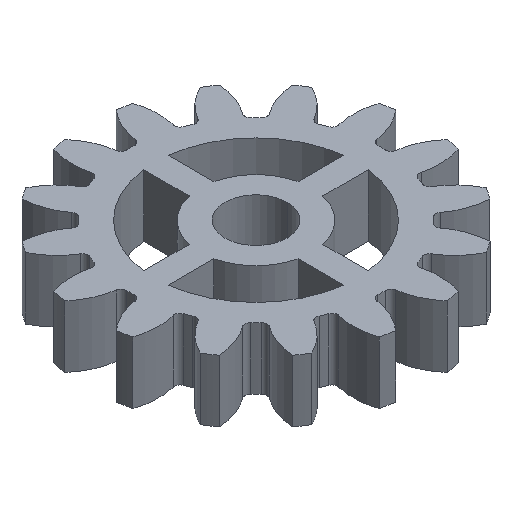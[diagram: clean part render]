
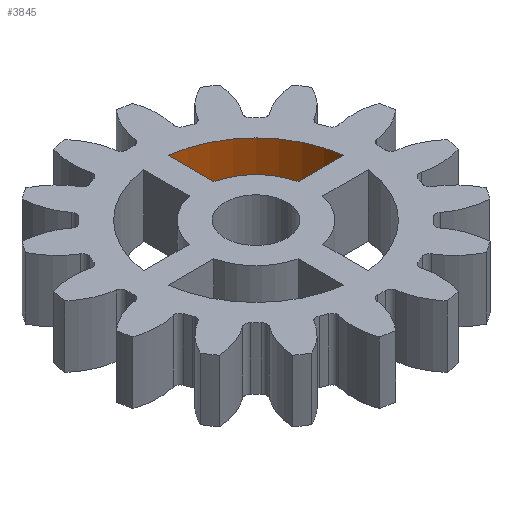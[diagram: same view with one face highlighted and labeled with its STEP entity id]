
A CAD part, isometric view. The second image highlights one B-rep face of the part: STEP entity #3845.
In plain terms, the highlighted cylindrical face has radius 16.25 mm (diameter 32.5 mm), a partial arc.
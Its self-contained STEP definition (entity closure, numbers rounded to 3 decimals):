
#117 = CARTESIAN_POINT ( 'NONE',  ( 0., 0., -5. ) ) ;
#119 = EDGE_CURVE ( 'NONE', #3854, #1962, #4301, .T. ) ;
#164 = VERTEX_POINT ( 'NONE', #1541 ) ;
#321 = CARTESIAN_POINT ( 'NONE',  ( 16.126, 2., -5. ) ) ;
#323 = LINE ( 'NONE', #4024, #1956 ) ;
#325 = ORIENTED_EDGE ( 'NONE', *, *, #119, .T. ) ;
#608 = CARTESIAN_POINT ( 'NONE',  ( 2., 16.126, 5. ) ) ;
#610 = EDGE_CURVE ( 'NONE', #164, #3854, #763, .T. ) ;
#627 = CARTESIAN_POINT ( 'NONE',  ( 0., 0., -5. ) ) ;
#651 = EDGE_LOOP ( 'NONE', ( #325, #3621, #2210, #737 ) ) ;
#737 = ORIENTED_EDGE ( 'NONE', *, *, #610, .T. ) ;
#763 = LINE ( 'NONE', #321, #2797 ) ;
#838 = DIRECTION ( 'NONE',  ( 1., 0., 0. ) ) ;
#1018 = DIRECTION ( 'NONE',  ( 0., 0., 1. ) ) ;
#1143 = CYLINDRICAL_SURFACE ( 'NONE', #1671, 16.25 ) ;
#1165 = DIRECTION ( 'NONE',  ( 1., 0., 0. ) ) ;
#1247 = CARTESIAN_POINT ( 'NONE',  ( 0., 0., 5. ) ) ;
#1288 = DIRECTION ( 'NONE',  ( 0., 0., 1. ) ) ;
#1447 = EDGE_CURVE ( 'NONE', #2168, #1962, #323, .T. ) ;
#1541 = CARTESIAN_POINT ( 'NONE',  ( 16.126, 2., -5. ) ) ;
#1671 = AXIS2_PLACEMENT_3D ( 'NONE', #117, #2582, #1165 ) ;
#1956 = VECTOR ( 'NONE', #1018, 1000. ) ;
#1962 = VERTEX_POINT ( 'NONE', #608 ) ;
#2100 = CIRCLE ( 'NONE', #4265, 16.25 ) ;
#2168 = VERTEX_POINT ( 'NONE', #3699 ) ;
#2210 = ORIENTED_EDGE ( 'NONE', *, *, #4035, .F. ) ;
#2516 = FACE_OUTER_BOUND ( 'NONE', #651, .T. ) ;
#2582 = DIRECTION ( 'NONE',  ( 0., 0., 1. ) ) ;
#2797 = VECTOR ( 'NONE', #3067, 1000. ) ;
#3067 = DIRECTION ( 'NONE',  ( 0., 0., 1. ) ) ;
#3324 = DIRECTION ( 'NONE',  ( 0., 0., 1. ) ) ;
#3621 = ORIENTED_EDGE ( 'NONE', *, *, #1447, .F. ) ;
#3699 = CARTESIAN_POINT ( 'NONE',  ( 2., 16.126, -5. ) ) ;
#3845 = ADVANCED_FACE ( 'NONE', ( #2516 ), #1143, .F. ) ;
#3854 = VERTEX_POINT ( 'NONE', #3904 ) ;
#3904 = CARTESIAN_POINT ( 'NONE',  ( 16.126, 2., 5. ) ) ;
#3971 = DIRECTION ( 'NONE',  ( 1., 0., 0. ) ) ;
#4024 = CARTESIAN_POINT ( 'NONE',  ( 2., 16.126, -5. ) ) ;
#4035 = EDGE_CURVE ( 'NONE', #164, #2168, #2100, .T. ) ;
#4161 = AXIS2_PLACEMENT_3D ( 'NONE', #1247, #1288, #838 ) ;
#4265 = AXIS2_PLACEMENT_3D ( 'NONE', #627, #3324, #3971 ) ;
#4301 = CIRCLE ( 'NONE', #4161, 16.25 ) ;
